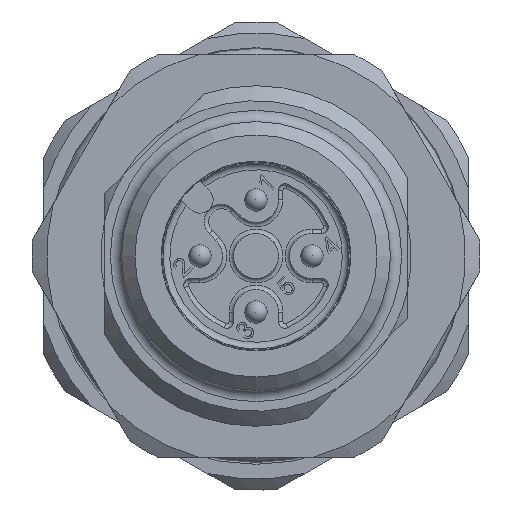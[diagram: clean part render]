
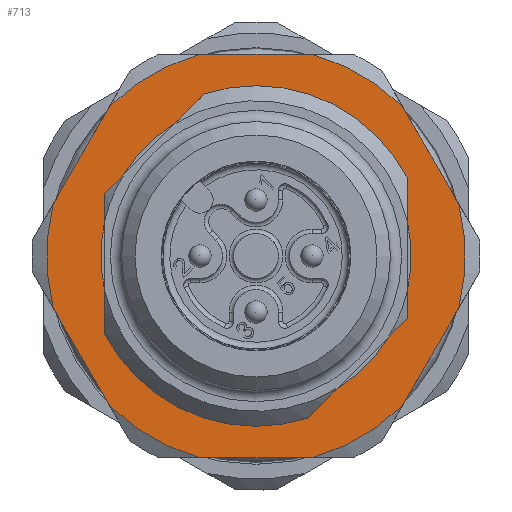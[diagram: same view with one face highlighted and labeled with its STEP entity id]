
A CAD part, left-side view. The second image highlights one B-rep face of the part: STEP entity #713.
In plain terms, the highlighted planar face has unit normal (-1, 0, 0).
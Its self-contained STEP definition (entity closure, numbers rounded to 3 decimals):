
#236=FACE_BOUND('',#1312,.T.);
#237=FACE_BOUND('',#1313,.T.);
#312=PLANE('',#4820);
#713=ADVANCED_FACE('',(#236,#237),#312,.F.);
#1312=EDGE_LOOP('',(#2487,#2488,#2489,#2490,#2491,#2492,#2493,#2494,#2495,
#2496,#2497,#2498,#2499,#2500));
#1313=EDGE_LOOP('',(#2501,#2502,#2503,#2504,#2505,#2506,#2507,#2508,#2509,
#2510,#2511,#2512));
#1497=LINE('',#6204,#1740);
#1500=LINE('',#6219,#1743);
#1508=LINE('',#6236,#1751);
#1510=LINE('',#6248,#1753);
#1516=LINE('',#6259,#1759);
#1524=LINE('',#6275,#1767);
#1527=LINE('',#6291,#1770);
#1534=LINE('',#6304,#1777);
#1592=LINE('',#7404,#1835);
#1593=LINE('',#7408,#1836);
#1594=LINE('',#7412,#1837);
#1595=LINE('',#7416,#1838);
#1596=LINE('',#7420,#1839);
#1597=LINE('',#7424,#1840);
#1740=VECTOR('',#5060,1.);
#1743=VECTOR('',#5063,1.);
#1751=VECTOR('',#5073,1.);
#1753=VECTOR('',#5075,1.);
#1759=VECTOR('',#5083,1.);
#1767=VECTOR('',#5091,1.);
#1770=VECTOR('',#5096,1.);
#1777=VECTOR('',#5103,1.);
#1835=VECTOR('',#5555,1.);
#1836=VECTOR('',#5558,1.);
#1837=VECTOR('',#5561,1.);
#1838=VECTOR('',#5564,1.);
#1839=VECTOR('',#5567,1.);
#1840=VECTOR('',#5570,1.);
#2487=ORIENTED_EDGE('',*,*,#3767,.F.);
#2488=ORIENTED_EDGE('',*,*,#3775,.F.);
#2489=ORIENTED_EDGE('',*,*,#4006,.F.);
#2490=ORIENTED_EDGE('',*,*,#3779,.F.);
#2491=ORIENTED_EDGE('',*,*,#3757,.T.);
#2492=ORIENTED_EDGE('',*,*,#3805,.T.);
#2493=ORIENTED_EDGE('',*,*,#4007,.F.);
#2494=ORIENTED_EDGE('',*,*,#3798,.T.);
#2495=ORIENTED_EDGE('',*,*,#3793,.T.);
#2496=ORIENTED_EDGE('',*,*,#4008,.F.);
#2497=ORIENTED_EDGE('',*,*,#3785,.T.);
#2498=ORIENTED_EDGE('',*,*,#3753,.T.);
#2499=ORIENTED_EDGE('',*,*,#3762,.F.);
#2500=ORIENTED_EDGE('',*,*,#4009,.F.);
#2501=ORIENTED_EDGE('',*,*,#4010,.F.);
#2502=ORIENTED_EDGE('',*,*,#4011,.F.);
#2503=ORIENTED_EDGE('',*,*,#4012,.F.);
#2504=ORIENTED_EDGE('',*,*,#4013,.F.);
#2505=ORIENTED_EDGE('',*,*,#4014,.F.);
#2506=ORIENTED_EDGE('',*,*,#4015,.F.);
#2507=ORIENTED_EDGE('',*,*,#4016,.F.);
#2508=ORIENTED_EDGE('',*,*,#4017,.F.);
#2509=ORIENTED_EDGE('',*,*,#4018,.F.);
#2510=ORIENTED_EDGE('',*,*,#4019,.F.);
#2511=ORIENTED_EDGE('',*,*,#4020,.F.);
#2512=ORIENTED_EDGE('',*,*,#4021,.F.);
#3308=VERTEX_POINT('',#6184);
#3309=VERTEX_POINT('',#6185);
#3312=VERTEX_POINT('',#6193);
#3313=VERTEX_POINT('',#6194);
#3317=VERTEX_POINT('',#6203);
#3321=VERTEX_POINT('',#6218);
#3322=VERTEX_POINT('',#6220);
#3329=VERTEX_POINT('',#6235);
#3332=VERTEX_POINT('',#6249);
#3336=VERTEX_POINT('',#6260);
#3343=VERTEX_POINT('',#6274);
#3344=VERTEX_POINT('',#6276);
#3348=VERTEX_POINT('',#6292);
#3353=VERTEX_POINT('',#6303);
#3497=VERTEX_POINT('',#7402);
#3498=VERTEX_POINT('',#7403);
#3499=VERTEX_POINT('',#7405);
#3500=VERTEX_POINT('',#7407);
#3501=VERTEX_POINT('',#7409);
#3502=VERTEX_POINT('',#7411);
#3503=VERTEX_POINT('',#7413);
#3504=VERTEX_POINT('',#7415);
#3505=VERTEX_POINT('',#7417);
#3506=VERTEX_POINT('',#7419);
#3507=VERTEX_POINT('',#7421);
#3508=VERTEX_POINT('',#7423);
#3753=EDGE_CURVE('',#3308,#3309,#4402,.T.);
#3757=EDGE_CURVE('',#3312,#3313,#4404,.T.);
#3762=EDGE_CURVE('',#3317,#3309,#1497,.T.);
#3767=EDGE_CURVE('',#3321,#3322,#1500,.T.);
#3775=EDGE_CURVE('',#3329,#3321,#1508,.T.);
#3779=EDGE_CURVE('',#3312,#3332,#1510,.T.);
#3785=EDGE_CURVE('',#3336,#3308,#1516,.T.);
#3793=EDGE_CURVE('',#3344,#3343,#1524,.T.);
#3798=EDGE_CURVE('',#3348,#3344,#1527,.T.);
#3805=EDGE_CURVE('',#3313,#3353,#1534,.T.);
#4006=EDGE_CURVE('',#3332,#3329,#4499,.T.);
#4007=EDGE_CURVE('',#3348,#3353,#4500,.T.);
#4008=EDGE_CURVE('',#3336,#3343,#4501,.T.);
#4009=EDGE_CURVE('',#3322,#3317,#4502,.T.);
#4010=EDGE_CURVE('',#3497,#3498,#4503,.T.);
#4011=EDGE_CURVE('',#3499,#3497,#1592,.T.);
#4012=EDGE_CURVE('',#3500,#3499,#4504,.T.);
#4013=EDGE_CURVE('',#3501,#3500,#1593,.T.);
#4014=EDGE_CURVE('',#3502,#3501,#4505,.T.);
#4015=EDGE_CURVE('',#3503,#3502,#1594,.T.);
#4016=EDGE_CURVE('',#3504,#3503,#4506,.T.);
#4017=EDGE_CURVE('',#3505,#3504,#1595,.T.);
#4018=EDGE_CURVE('',#3506,#3505,#4507,.T.);
#4019=EDGE_CURVE('',#3507,#3506,#1596,.T.);
#4020=EDGE_CURVE('',#3508,#3507,#4508,.T.);
#4021=EDGE_CURVE('',#3498,#3508,#1597,.T.);
#4402=CIRCLE('',#4609,7.6);
#4404=CIRCLE('',#4612,7.6);
#4499=CIRCLE('',#4810,6.93);
#4500=CIRCLE('',#4811,6.93);
#4501=CIRCLE('',#4812,6.93);
#4502=CIRCLE('',#4813,6.93);
#4503=CIRCLE('',#4814,9.346);
#4504=CIRCLE('',#4815,9.346);
#4505=CIRCLE('',#4816,9.346);
#4506=CIRCLE('',#4817,9.346);
#4507=CIRCLE('',#4818,9.346);
#4508=CIRCLE('',#4819,9.346);
#4609=AXIS2_PLACEMENT_3D('',#6183,#5043,#5044);
#4612=AXIS2_PLACEMENT_3D('',#6192,#5051,#5052);
#4810=AXIS2_PLACEMENT_3D('',#7397,#5545,#5546);
#4811=AXIS2_PLACEMENT_3D('',#7398,#5547,#5548);
#4812=AXIS2_PLACEMENT_3D('',#7399,#5549,#5550);
#4813=AXIS2_PLACEMENT_3D('',#7400,#5551,#5552);
#4814=AXIS2_PLACEMENT_3D('',#7401,#5553,#5554);
#4815=AXIS2_PLACEMENT_3D('',#7406,#5556,#5557);
#4816=AXIS2_PLACEMENT_3D('',#7410,#5559,#5560);
#4817=AXIS2_PLACEMENT_3D('',#7414,#5562,#5563);
#4818=AXIS2_PLACEMENT_3D('',#7418,#5565,#5566);
#4819=AXIS2_PLACEMENT_3D('',#7422,#5568,#5569);
#4820=AXIS2_PLACEMENT_3D('',#7425,#5571,#5572);
#5043=DIRECTION('',(1.,0.,0.));
#5044=DIRECTION('',(0.,0.,-1.));
#5051=DIRECTION('',(1.,0.,0.));
#5052=DIRECTION('',(0.,0.,-1.));
#5060=DIRECTION('',(0.,0.,1.));
#5063=DIRECTION('',(0.,0.,1.));
#5073=DIRECTION('',(0.,-0.707,0.707));
#5075=DIRECTION('',(0.,-0.707,0.707));
#5083=DIRECTION('',(0.,-0.707,0.707));
#5091=DIRECTION('',(0.,-0.707,0.707));
#5096=DIRECTION('',(0.,0.,1.));
#5103=DIRECTION('',(0.,0.,1.));
#5545=DIRECTION('',(-1.,0.,0.));
#5546=DIRECTION('',(0.,1.,0.));
#5547=DIRECTION('',(-1.,0.,0.));
#5548=DIRECTION('',(0.,1.,0.));
#5549=DIRECTION('',(-1.,0.,0.));
#5550=DIRECTION('',(0.,1.,0.));
#5551=DIRECTION('',(-1.,0.,0.));
#5552=DIRECTION('',(0.,1.,0.));
#5553=DIRECTION('',(1.,0.,0.));
#5554=DIRECTION('',(0.,0.,-1.));
#5555=DIRECTION('',(0.,1.,0.));
#5556=DIRECTION('',(1.,0.,0.));
#5557=DIRECTION('',(0.,0.,-1.));
#5558=DIRECTION('',(0.,0.5,-0.866));
#5559=DIRECTION('',(1.,0.,0.));
#5560=DIRECTION('',(0.,0.,-1.));
#5561=DIRECTION('',(0.,-0.5,-0.866));
#5562=DIRECTION('',(1.,0.,0.));
#5563=DIRECTION('',(0.,0.,-1.));
#5564=DIRECTION('',(0.,-1.,0.));
#5565=DIRECTION('',(1.,0.,0.));
#5566=DIRECTION('',(0.,0.,-1.));
#5567=DIRECTION('',(0.,-0.5,0.866));
#5568=DIRECTION('',(1.,0.,0.));
#5569=DIRECTION('',(0.,0.,-1.));
#5570=DIRECTION('',(0.,0.5,0.866));
#5571=DIRECTION('',(1.,0.,0.));
#5572=DIRECTION('',(0.,0.,-1.));
#6183=CARTESIAN_POINT('',(13.,0.,0.));
#6184=CARTESIAN_POINT('',(13.,2.303,7.243));
#6185=CARTESIAN_POINT('',(13.,-6.75,3.492));
#6192=CARTESIAN_POINT('',(13.,0.,0.));
#6193=CARTESIAN_POINT('',(13.,-2.303,-7.243));
#6194=CARTESIAN_POINT('',(13.,6.75,-3.492));
#6203=CARTESIAN_POINT('',(13.,-6.75,1.569));
#6204=CARTESIAN_POINT('',(13.,-6.75,5.744));
#6218=CARTESIAN_POINT('',(13.,-6.75,-2.796));
#6219=CARTESIAN_POINT('',(13.,-6.75,5.744));
#6220=CARTESIAN_POINT('',(13.,-6.75,-1.569));
#6235=CARTESIAN_POINT('',(13.,-5.883,-3.663));
#6236=CARTESIAN_POINT('',(13.,-6.75,-2.796));
#6248=CARTESIAN_POINT('',(13.,-6.75,-2.796));
#6249=CARTESIAN_POINT('',(13.,-3.663,-5.883));
#6259=CARTESIAN_POINT('',(13.,0.711,8.835));
#6260=CARTESIAN_POINT('',(13.,3.663,5.883));
#6274=CARTESIAN_POINT('',(13.,5.883,3.663));
#6275=CARTESIAN_POINT('',(13.,0.711,8.835));
#6276=CARTESIAN_POINT('',(13.,6.75,2.796));
#6291=CARTESIAN_POINT('',(13.,6.75,2.796));
#6292=CARTESIAN_POINT('',(13.,6.75,1.569));
#6303=CARTESIAN_POINT('',(13.,6.75,-1.569));
#6304=CARTESIAN_POINT('',(13.,6.75,2.796));
#7397=CARTESIAN_POINT('',(13.,0.,0.));
#7398=CARTESIAN_POINT('',(13.,0.,0.));
#7399=CARTESIAN_POINT('',(13.,0.,0.));
#7400=CARTESIAN_POINT('',(13.,0.,0.));
#7401=CARTESIAN_POINT('',(13.,0.,0.));
#7402=CARTESIAN_POINT('',(13.,2.521,-9.));
#7403=CARTESIAN_POINT('',(13.,6.534,-6.683));
#7404=CARTESIAN_POINT('',(13.,-4.359,-9.));
#7405=CARTESIAN_POINT('',(13.,-2.521,-9.));
#7406=CARTESIAN_POINT('',(13.,0.,0.));
#7407=CARTESIAN_POINT('',(13.,-6.534,-6.683));
#7408=CARTESIAN_POINT('',(13.,-9.974,-0.725));
#7409=CARTESIAN_POINT('',(13.,-9.055,-2.317));
#7410=CARTESIAN_POINT('',(13.,0.,0.));
#7411=CARTESIAN_POINT('',(13.,-9.055,2.317));
#7412=CARTESIAN_POINT('',(13.,-5.615,8.275));
#7413=CARTESIAN_POINT('',(13.,-6.534,6.683));
#7414=CARTESIAN_POINT('',(13.,0.,0.));
#7415=CARTESIAN_POINT('',(13.,-2.521,9.));
#7416=CARTESIAN_POINT('',(13.,4.359,9.));
#7417=CARTESIAN_POINT('',(13.,2.521,9.));
#7418=CARTESIAN_POINT('',(13.,0.,0.));
#7419=CARTESIAN_POINT('',(13.,6.534,6.683));
#7420=CARTESIAN_POINT('',(13.,9.974,0.725));
#7421=CARTESIAN_POINT('',(13.,9.055,2.317));
#7422=CARTESIAN_POINT('',(13.,0.,0.));
#7423=CARTESIAN_POINT('',(13.,9.055,-2.317));
#7424=CARTESIAN_POINT('',(13.,5.615,-8.275));
#7425=CARTESIAN_POINT('',(13.,0.,0.));
